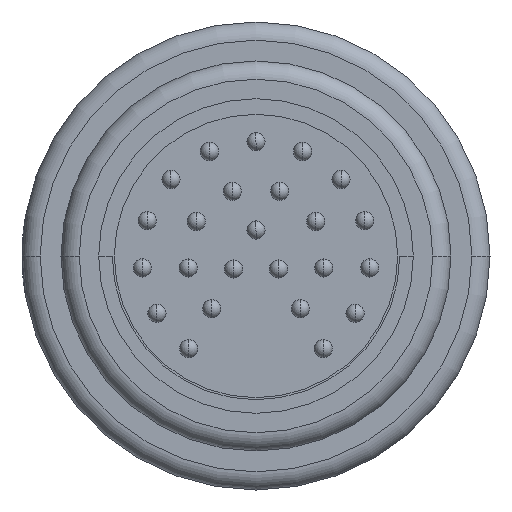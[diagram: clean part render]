
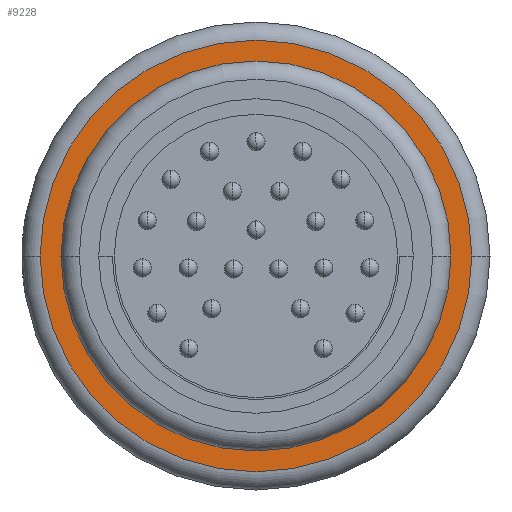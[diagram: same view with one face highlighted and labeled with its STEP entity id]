
A CAD part, left-side view. The second image highlights one B-rep face of the part: STEP entity #9228.
In plain terms, the highlighted planar face has unit normal (-1, 0, 0).
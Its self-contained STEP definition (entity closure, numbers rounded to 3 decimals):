
#239=CARTESIAN_POINT('',(-2.15,0.,0.));
#240=DIRECTION('',(-1.,0.,0.));
#241=DIRECTION('',(0.,1.,0.));
#242=AXIS2_PLACEMENT_3D('',#239,#240,#241);
#262=CARTESIAN_POINT('',(-2.15,0.,0.));
#263=DIRECTION('',(1.,0.,0.));
#264=DIRECTION('',(0.,1.,0.));
#265=AXIS2_PLACEMENT_3D('',#262,#263,#264);
#270=CARTESIAN_POINT('',(-2.15,0.,0.));
#271=DIRECTION('',(-1.,0.,0.));
#272=DIRECTION('',(0.,-1.,0.));
#273=AXIS2_PLACEMENT_3D('',#270,#271,#272);
#278=CARTESIAN_POINT('',(-2.15,0.,0.));
#279=DIRECTION('',(-1.,0.,0.));
#280=DIRECTION('',(0.,1.,0.));
#281=AXIS2_PLACEMENT_3D('',#278,#279,#280);
#7871=CARTESIAN_POINT('',(-2.15,7.5,0.));
#7872=CARTESIAN_POINT('',(-2.15,-7.5,0.));
#7873=VERTEX_POINT('',#7871);
#7874=VERTEX_POINT('',#7872);
#7935=CARTESIAN_POINT('',(-2.15,-8.3,0.));
#7936=CARTESIAN_POINT('',(-2.15,8.3,0.));
#7937=VERTEX_POINT('',#7935);
#7938=VERTEX_POINT('',#7936);
#9213=CARTESIAN_POINT('',(-2.15,0.,0.));
#9214=DIRECTION('',(1.,0.,0.));
#9215=DIRECTION('',(0.,-1.,0.));
#9216=AXIS2_PLACEMENT_3D('',#9213,#9214,#9215);
#9217=PLANE('',#9216);
#9219=ORIENTED_EDGE('',*,*,#9218,.F.);
#9221=ORIENTED_EDGE('',*,*,#9220,.F.);
#9222=EDGE_LOOP('',(#9219,#9221));
#9223=FACE_OUTER_BOUND('',#9222,.F.);
#9224=ORIENTED_EDGE('',*,*,#9200,.F.);
#9225=ORIENTED_EDGE('',*,*,#9179,.T.);
#9226=EDGE_LOOP('',(#9224,#9225));
#9227=FACE_BOUND('',#9226,.F.);
#243=CIRCLE('',#242,7.5);
#266=CIRCLE('',#265,7.5);
#274=CIRCLE('',#273,8.3);
#282=CIRCLE('',#281,8.3);
#9179=EDGE_CURVE('',#7873,#7874,#243,.T.);
#9200=EDGE_CURVE('',#7873,#7874,#266,.T.);
#9218=EDGE_CURVE('',#7937,#7938,#274,.T.);
#9220=EDGE_CURVE('',#7938,#7937,#282,.T.);
#9228=ADVANCED_FACE('',(#9223,#9227),#9217,.F.);
